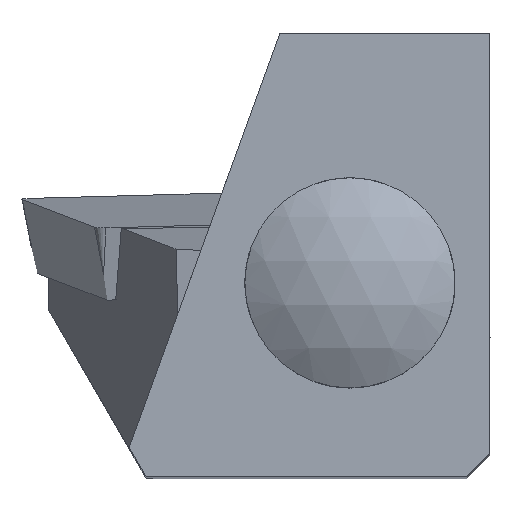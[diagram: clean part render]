
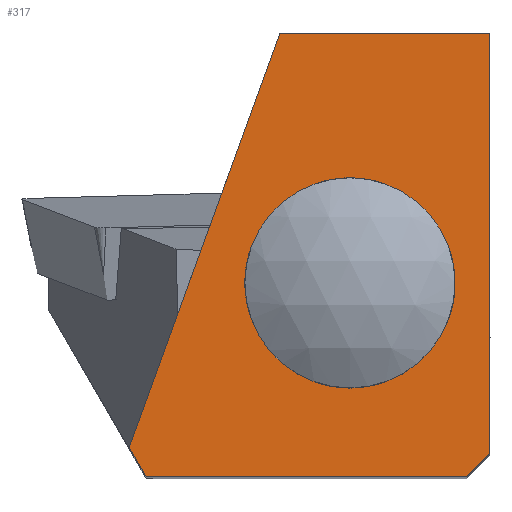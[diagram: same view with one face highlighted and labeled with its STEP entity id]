
A CAD part, top view. The second image highlights one B-rep face of the part: STEP entity #317.
In plain terms, the highlighted planar face has unit normal (0, 0, 1).
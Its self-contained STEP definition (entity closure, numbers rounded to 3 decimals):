
#29=LINE('',#1505,#107);
#38=LINE('',#1524,#116);
#41=LINE('',#1530,#119);
#62=LINE('',#1570,#140);
#68=LINE('',#1584,#146);
#74=LINE('',#1594,#152);
#107=VECTOR('',#998,1.);
#116=VECTOR('',#1011,1.);
#119=VECTOR('',#1016,1.);
#140=VECTOR('',#1045,1.);
#146=VECTOR('',#1057,1.);
#152=VECTOR('',#1071,1.);
#228=PLANE('',#910);
#317=ADVANCED_FACE('',(#778,#779),#228,.F.);
#389=EDGE_LOOP('',(#524));
#390=EDGE_LOOP('',(#525,#526,#527,#528,#529,#530));
#524=ORIENTED_EDGE('',*,*,#692,.F.);
#525=ORIENTED_EDGE('',*,*,#678,.T.);
#526=ORIENTED_EDGE('',*,*,#685,.F.);
#527=ORIENTED_EDGE('',*,*,#691,.T.);
#528=ORIENTED_EDGE('',*,*,#657,.T.);
#529=ORIENTED_EDGE('',*,*,#654,.T.);
#530=ORIENTED_EDGE('',*,*,#645,.T.);
#645=EDGE_CURVE('',#810,#809,#29,.T.);
#654=EDGE_CURVE('',#818,#810,#38,.T.);
#657=EDGE_CURVE('',#820,#818,#41,.T.);
#678=EDGE_CURVE('',#809,#834,#62,.T.);
#685=EDGE_CURVE('',#839,#834,#68,.T.);
#691=EDGE_CURVE('',#839,#820,#74,.T.);
#692=EDGE_CURVE('',#840,#840,#736,.T.);
#736=CIRCLE('',#909,3.079);
#778=FACE_BOUND('',#389,.T.);
#779=FACE_BOUND('',#390,.T.);
#809=VERTEX_POINT('',#1504);
#810=VERTEX_POINT('',#1506);
#818=VERTEX_POINT('',#1525);
#820=VERTEX_POINT('',#1531);
#834=VERTEX_POINT('',#1569);
#839=VERTEX_POINT('',#1583);
#840=VERTEX_POINT('',#1597);
#909=AXIS2_PLACEMENT_3D('',#1596,#1074,#1075);
#910=AXIS2_PLACEMENT_3D('',#1598,#1076,#1077);
#998=DIRECTION('',(0.,1.,0.));
#1011=DIRECTION('',(0.707,0.707,0.));
#1016=DIRECTION('',(1.,0.,0.));
#1045=DIRECTION('',(-1.,0.,0.));
#1057=DIRECTION('',(0.342,0.94,0.));
#1071=DIRECTION('',(0.5,-0.866,0.));
#1074=DIRECTION('',(0.,0.,1.));
#1075=DIRECTION('',(0.,1.,0.));
#1076=DIRECTION('',(0.,0.,-1.));
#1077=DIRECTION('',(0.,-1.,0.));
#1504=CARTESIAN_POINT('',(0.,19.,0.));
#1505=CARTESIAN_POINT('',(0.,1.,0.));
#1506=CARTESIAN_POINT('',(0.,1.,0.));
#1524=CARTESIAN_POINT('',(-1.,0.,0.));
#1525=CARTESIAN_POINT('',(-1.,0.,0.));
#1530=CARTESIAN_POINT('',(-14.731,0.,0.));
#1531=CARTESIAN_POINT('',(-14.731,0.,0.));
#1569=CARTESIAN_POINT('',(-9.,19.,0.));
#1570=CARTESIAN_POINT('',(0.,19.,0.));
#1583=CARTESIAN_POINT('',(-15.458,1.258,0.));
#1584=CARTESIAN_POINT('',(-17.208,-3.553,0.));
#1594=CARTESIAN_POINT('',(-19.35,8.,0.));
#1596=CARTESIAN_POINT('',(-6.,8.3,0.));
#1597=CARTESIAN_POINT('',(-6.,11.379,0.));
#1598=CARTESIAN_POINT('',(-9.705,-8.705,0.));
